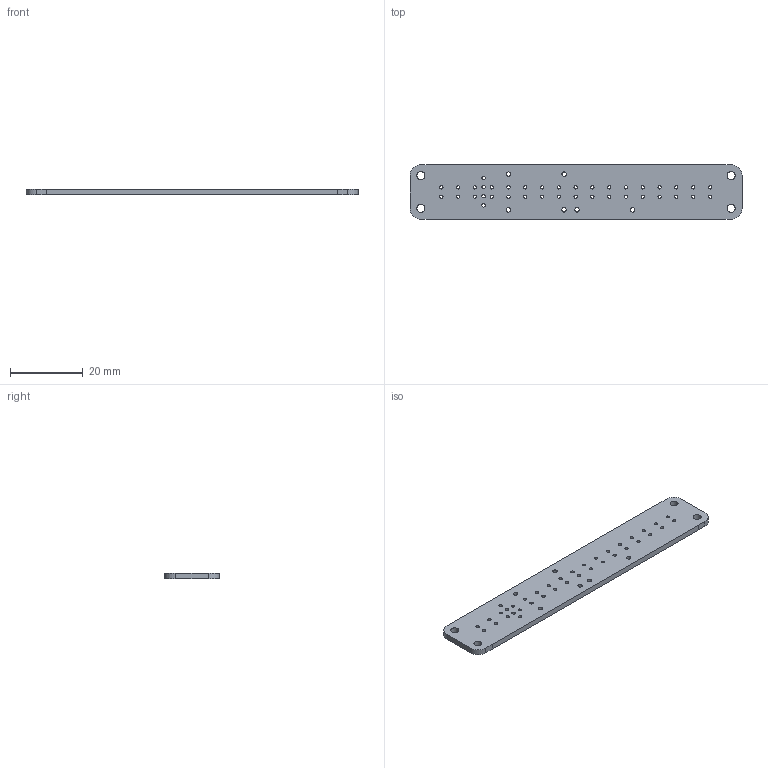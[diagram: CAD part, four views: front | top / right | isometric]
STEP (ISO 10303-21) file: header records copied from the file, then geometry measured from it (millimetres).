
FILE_DESCRIPTION(('KiCad electronic assembly'),'2;1');
FILE_NAME('SideLine.step','2022-01-29T21:52:46',('Pcbnew'),('Kicad'), 'Open CASCADE STEP processor 7.6','KiCad to STEP converter','Unknown' );
FILE_SCHEMA(('AUTOMOTIVE_DESIGN { 1 0 10303 214 1 1 1 1 }'));
Length unit declared in the file: millimetre
Products named in the file (2): SideLine 1; SideLine PCB
Assembly tree (1 placements, depth 2):
  SideLine 1
    SideLine PCB
Bounding box: 91 x 15 x 1.6 mm (x, y, z)
Volume: 2097.3 mm3; surface area: 3205.9 mm2
Topology: 1 solids, 1 shells, 62 faces, 180 edges, 120 vertices
Faces by surface type: cylinder 52, plane 10
Full cylindrical faces by diameter (mm): 0.9 x34, 0.95 x4, 1.2 x6, 2.2 x4
Entity records: 4999 total; most frequent: CARTESIAN_POINT 1348, DIRECTION 668, ORIENTED_EDGE 360, PCURVE 360, DEFINITIONAL_REPRESENTATION 360, LINE 332, VECTOR 332, EDGE_CURVE 180
